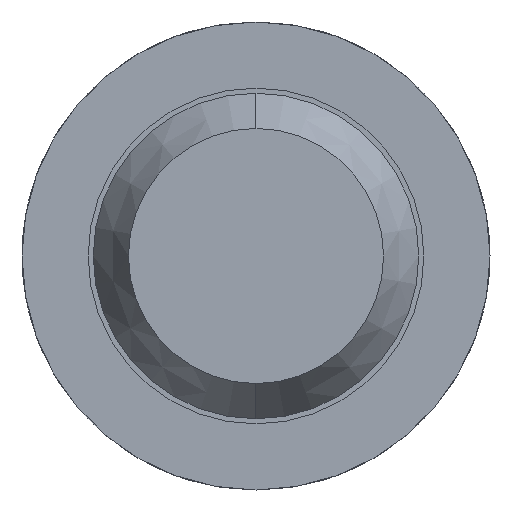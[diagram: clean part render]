
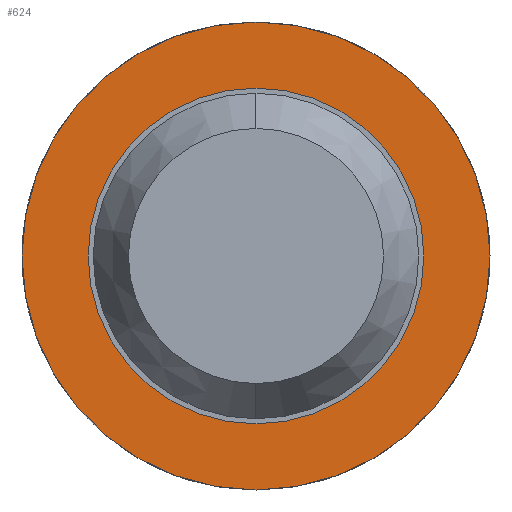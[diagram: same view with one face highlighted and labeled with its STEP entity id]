
A CAD part, front view. The second image highlights one B-rep face of the part: STEP entity #624.
In plain terms, the highlighted planar face has unit normal (0, -1, 0).
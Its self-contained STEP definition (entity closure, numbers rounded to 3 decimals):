
#142 = DIRECTION ( 'NONE',  ( 0., 0., 1. ) ) ;
#198 = CIRCLE ( 'NONE', #4743, 1.15 ) ;
#258 = DIRECTION ( 'NONE',  ( 0., 1., 0. ) ) ;
#411 = CARTESIAN_POINT ( 'NONE',  ( 0., -1.7, 0.825 ) ) ;
#584 = DIRECTION ( 'NONE',  ( 0., 0., 1. ) ) ;
#589 = CARTESIAN_POINT ( 'NONE',  ( 0., -1.7, 0. ) ) ;
#591 = EDGE_CURVE ( 'Defeature ausgef�hrt1_7+Defeature ausgef�hrt1_14+Defeature ausgef�hrt1_14+Defeature ausgef�hrt1_14', #3544, #4741, #1554, .T. ) ;
#624 = ADVANCED_FACE ( 'Defeature ausgef�hrt1_14', ( #4231, #3447 ), #2832, .F. ) ;
#870 = DIRECTION ( 'NONE',  ( 0., 1., 0. ) ) ;
#1004 = CARTESIAN_POINT ( 'NONE',  ( 0., -1.7, 0. ) ) ;
#1018 = CIRCLE ( 'NONE', #4391, 0.825 ) ;
#1253 = CIRCLE ( 'NONE', #4689, 0.825 ) ;
#1554 = CIRCLE ( 'NONE', #4268, 1.15 ) ;
#1693 = DIRECTION ( 'NONE',  ( 0., 1., 0. ) ) ;
#1760 = ORIENTED_EDGE ( 'NONE', *, *, #4097, .T. ) ;
#1821 = DIRECTION ( 'NONE',  ( 0., 1., 0. ) ) ;
#1823 = AXIS2_PLACEMENT_3D ( 'NONE', #3928, #1821, #4364 ) ;
#1855 = ORIENTED_EDGE ( 'NONE', *, *, #2983, .T. ) ;
#2111 = CARTESIAN_POINT ( 'NONE',  ( 0., -1.7, 1.15 ) ) ;
#2137 = DIRECTION ( 'NONE',  ( 0., 0., 1. ) ) ;
#2587 = ORIENTED_EDGE ( 'NONE', *, *, #2706, .F. ) ;
#2706 = EDGE_CURVE ( 'Defeature ausgef�hrt1_7+Defeature ausgef�hrt1_14+Defeature ausgef�hrt1_14+Defeature ausgef�hrt1_14', #4741, #3544, #198, .T. ) ;
#2832 = PLANE ( 'NONE',  #1823 ) ;
#2835 = VERTEX_POINT ( 'NONE', #411 ) ;
#2836 = ORIENTED_EDGE ( 'NONE', *, *, #591, .F. ) ;
#2983 = EDGE_CURVE ( 'Defeature ausgef�hrt1_14+Defeature ausgef�hrt1_13+Defeature ausgef�hrt1_13+Defeature ausgef�hrt1_13', #4411, #2835, #1018, .T. ) ;
#3257 = EDGE_LOOP ( 'NONE', ( #1760, #1855 ) ) ;
#3309 = DIRECTION ( 'NONE',  ( 0., 1., 0. ) ) ;
#3447 = FACE_BOUND ( 'NONE', #3257, .T. ) ;
#3462 = EDGE_LOOP ( 'NONE', ( #2836, #2587 ) ) ;
#3529 = CARTESIAN_POINT ( 'NONE',  ( 0., -1.7, 0. ) ) ;
#3544 = VERTEX_POINT ( 'NONE', #2111 ) ;
#3928 = CARTESIAN_POINT ( 'NONE',  ( 0.825, -1.7, 0. ) ) ;
#3997 = CARTESIAN_POINT ( 'NONE',  ( 0., -1.7, 0. ) ) ;
#4097 = EDGE_CURVE ( 'Defeature ausgef�hrt1_14+Defeature ausgef�hrt1_13+Defeature ausgef�hrt1_13+Defeature ausgef�hrt1_13', #2835, #4411, #1253, .T. ) ;
#4231 = FACE_OUTER_BOUND ( 'NONE', #3462, .T. ) ;
#4268 = AXIS2_PLACEMENT_3D ( 'NONE', #589, #870, #142 ) ;
#4364 = DIRECTION ( 'NONE',  ( 0., 0., 1. ) ) ;
#4391 = AXIS2_PLACEMENT_3D ( 'NONE', #3529, #258, #2137 ) ;
#4411 = VERTEX_POINT ( 'NONE', #4445 ) ;
#4445 = CARTESIAN_POINT ( 'NONE',  ( 0., -1.7, -0.825 ) ) ;
#4471 = DIRECTION ( 'NONE',  ( 0., 0., 1. ) ) ;
#4689 = AXIS2_PLACEMENT_3D ( 'NONE', #3997, #3309, #4471 ) ;
#4741 = VERTEX_POINT ( 'NONE', #4746 ) ;
#4743 = AXIS2_PLACEMENT_3D ( 'NONE', #1004, #1693, #584 ) ;
#4746 = CARTESIAN_POINT ( 'NONE',  ( 0., -1.7, -1.15 ) ) ;
